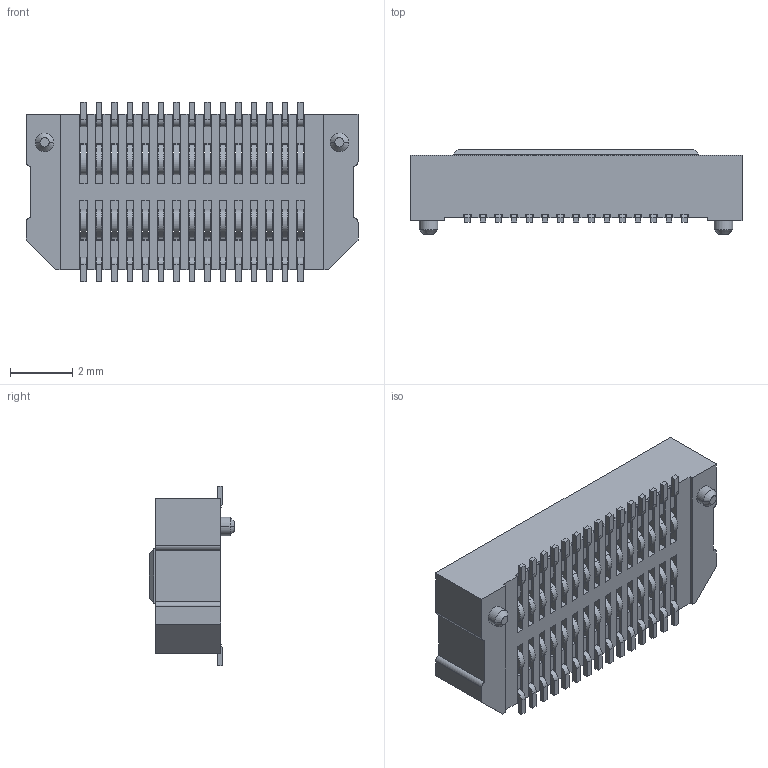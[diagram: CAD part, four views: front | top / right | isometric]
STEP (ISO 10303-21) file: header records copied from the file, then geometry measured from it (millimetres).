
FILE_DESCRIPTION((''),'2;1');
FILE_NAME('FBB05017-F_ASM','2026-01-27T17:07:11',('gongchengVV'),(''),'CREO PARAMETRIC BY PTC INC, 2020033','CREO PARAMETRIC BY PTC INC, 2020033','');
FILE_SCHEMA(('CONFIG_CONTROL_DESIGN'));
Length unit declared in the file: millimetre
Products named in the file (1): FBB05017-F_ASM
Bounding box: 10.7 x 2.75 x 5.8 mm (x, y, z)
Volume: 81 mm3; surface area: 385.5 mm2
Topology: 1 solids, 18 shells, 1328 faces, 3853 edges, 2534 vertices
Faces by surface type: plane 995, cylinder 269, extrusion 60, cone 4
Entity records: 44655 total; most frequent: CARTESIAN_POINT 9242, ORIENTED_EDGE 7706, DIRECTION 6860, EDGE_CURVE 3853, VECTOR 3238, LINE 3178, VERTEX_POINT 2534, AXIS2_PLACEMENT_3D 1811
